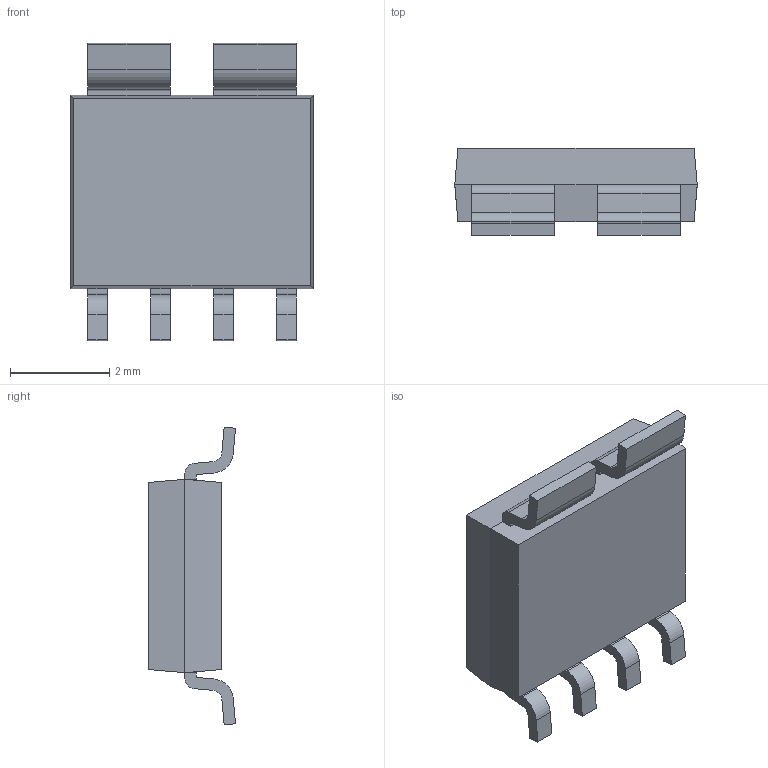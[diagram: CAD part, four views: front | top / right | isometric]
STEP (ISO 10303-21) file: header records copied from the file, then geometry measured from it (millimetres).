
FILE_DESCRIPTION (( 'STEP AP214' ), '1' );
FILE_NAME ('ACS37032LLZATR-040B3.STEP', '2024-01-26T10:25:04', ( '' ), ( '' ), 'SwSTEP 2.0', 'SolidWorks 2021', '' );
FILE_SCHEMA (( 'AUTOMOTIVE_DESIGN' ));
Length unit declared in the file: millimetre
Products named in the file (1): ACS37032LLZATR-040B3
Bounding box: 4.89 x 1.75 x 6 mm (x, y, z)
Volume: 29 mm3; surface area: 83.7 mm2
Topology: 7 solids, 7 shells, 91 faces, 224 edges, 148 vertices
Faces by surface type: plane 71, cylinder 20
Entity records: 3645 total; most frequent: CARTESIAN_POINT 464, ORIENTED_EDGE 448, DIRECTION 448, EDGE_CURVE 224, VECTOR 184, LINE 184, VERTEX_POINT 148, AXIS2_PLACEMENT_3D 132
